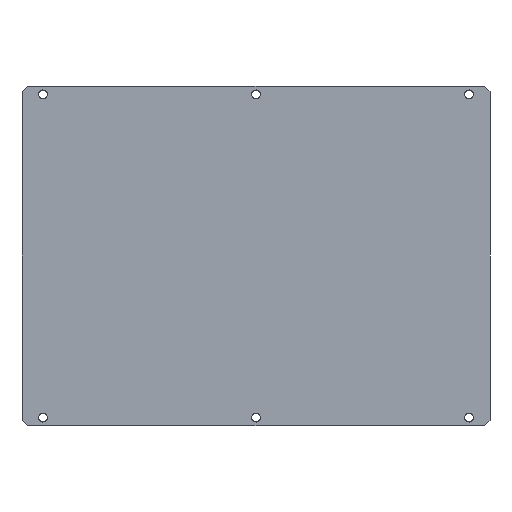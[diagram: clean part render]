
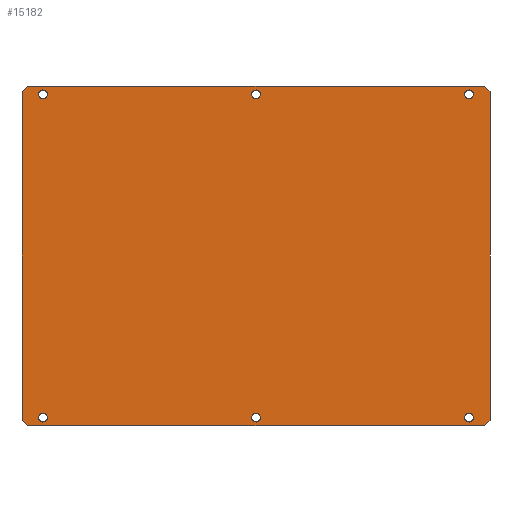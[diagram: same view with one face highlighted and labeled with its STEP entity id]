
A CAD part, front view. The second image highlights one B-rep face of the part: STEP entity #15182.
In plain terms, the highlighted planar face has unit normal (0, -1, 0).
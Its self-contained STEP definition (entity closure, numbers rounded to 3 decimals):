
#15182=ADVANCED_FACE('',(#27465,#27467,#27469,#27471,#27473,#27475,#27477),#27479,
.F.);
#27465=FACE_BOUND('',#27466,.T.);
#27466=EDGE_LOOP('',(#37481,#37482,#37483,#37484,#37485,#37486,#37487,#37488));
#27467=FACE_BOUND('',#27468,.T.);
#27468=EDGE_LOOP('',(#37489));
#27469=FACE_BOUND('',#27470,.T.);
#27470=EDGE_LOOP('',(#37490));
#27471=FACE_BOUND('',#27472,.T.);
#27472=EDGE_LOOP('',(#37491));
#27473=FACE_BOUND('',#27474,.T.);
#27474=EDGE_LOOP('',(#37492));
#27475=FACE_BOUND('',#27476,.T.);
#27476=EDGE_LOOP('',(#37493));
#27477=FACE_BOUND('',#27478,.T.);
#27478=EDGE_LOOP('',(#37494));
#27479=PLANE('',#27480);
#27480=AXIS2_PLACEMENT_3D('',#27481,#27482,#27483);
#27481=CARTESIAN_POINT('',(0.,0.,0.));
#27482=DIRECTION('',(-0.,1.,0.));
#27483=DIRECTION('',(1.,0.,0.));
#37481=ORIENTED_EDGE('',*,*,#42445,.F.);
#37482=ORIENTED_EDGE('',*,*,#42446,.F.);
#37483=ORIENTED_EDGE('',*,*,#42447,.F.);
#37484=ORIENTED_EDGE('',*,*,#42402,.F.);
#37485=ORIENTED_EDGE('',*,*,#42444,.F.);
#37486=ORIENTED_EDGE('',*,*,#42448,.F.);
#37487=ORIENTED_EDGE('',*,*,#42449,.F.);
#37488=ORIENTED_EDGE('',*,*,#42410,.F.);
#37489=ORIENTED_EDGE('',*,*,#42450,.T.);
#37490=ORIENTED_EDGE('',*,*,#42451,.T.);
#37491=ORIENTED_EDGE('',*,*,#42452,.T.);
#37492=ORIENTED_EDGE('',*,*,#42453,.T.);
#37493=ORIENTED_EDGE('',*,*,#42454,.T.);
#37494=ORIENTED_EDGE('',*,*,#42455,.T.);
#42402=EDGE_CURVE('',#50544,#50547,#50548,.T.);
#42410=EDGE_CURVE('',#50558,#50561,#50562,.T.);
#42444=EDGE_CURVE('',#50624,#50544,#50626,.F.);
#42445=EDGE_CURVE('',#50627,#50558,#50628,.F.);
#42446=EDGE_CURVE('',#50629,#50627,#50630,.T.);
#42447=EDGE_CURVE('',#50547,#50629,#50631,.F.);
#42448=EDGE_CURVE('',#50632,#50624,#50633,.T.);
#42449=EDGE_CURVE('',#50561,#50632,#50634,.F.);
#42450=EDGE_CURVE('',#50635,#50635,#50636,.T.);
#42451=EDGE_CURVE('',#50637,#50637,#50638,.T.);
#42452=EDGE_CURVE('',#50639,#50639,#50640,.T.);
#42453=EDGE_CURVE('',#50641,#50641,#50642,.T.);
#42454=EDGE_CURVE('',#50643,#50643,#50644,.T.);
#42455=EDGE_CURVE('',#50645,#50645,#50646,.T.);
#50544=VERTEX_POINT('',#70201);
#50547=VERTEX_POINT('',#70206);
#50548=LINE('',#70207,#70208);
#50558=VERTEX_POINT('',#70231);
#50561=VERTEX_POINT('',#70236);
#50562=LINE('',#70237,#70238);
#50624=VERTEX_POINT('',#70391);
#50626=LINE('',#70395,#70396);
#50627=VERTEX_POINT('',#70398);
#50628=LINE('',#70399,#70400);
#50629=VERTEX_POINT('',#70402);
#50630=LINE('',#70403,#70404);
#50631=LINE('',#70406,#70407);
#50632=VERTEX_POINT('',#70409);
#50633=LINE('',#70410,#70411);
#50634=LINE('',#70413,#70414);
#50635=VERTEX_POINT('',#70416);
#50636=CIRCLE('',#70417,1.6);
#50637=VERTEX_POINT('',#70421);
#50638=CIRCLE('',#70422,1.6);
#50639=VERTEX_POINT('',#70426);
#50640=CIRCLE('',#70427,1.6);
#50641=VERTEX_POINT('',#70431);
#50642=CIRCLE('',#70432,1.6);
#50643=VERTEX_POINT('',#70436);
#50644=CIRCLE('',#70437,1.6);
#50645=VERTEX_POINT('',#70441);
#50646=CIRCLE('',#70442,1.6);
#70201=CARTESIAN_POINT('',(168.,0.,-2.));
#70206=CARTESIAN_POINT('',(168.,0.,-120.));
#70207=CARTESIAN_POINT('',(168.,0.,-2.));
#70208=VECTOR('',#70209,1.);
#70209=DIRECTION('',(0.,0.,-1.));
#70231=CARTESIAN_POINT('',(0.,0.,-120.));
#70236=CARTESIAN_POINT('',(0.,0.,-2.));
#70237=CARTESIAN_POINT('',(0.,0.,-120.));
#70238=VECTOR('',#70239,1.);
#70239=DIRECTION('',(0.,0.,1.));
#70391=CARTESIAN_POINT('',(166.,0.,0.));
#70395=CARTESIAN_POINT('',(168.,0.,-2.));
#70396=VECTOR('',#70397,1.);
#70397=DIRECTION('',(-0.707,0.,0.707));
#70398=CARTESIAN_POINT('',(2.,0.,-122.));
#70399=CARTESIAN_POINT('',(0.,0.,-120.));
#70400=VECTOR('',#70401,1.);
#70401=DIRECTION('',(0.707,0.,-0.707));
#70402=CARTESIAN_POINT('',(166.,0.,-122.));
#70403=CARTESIAN_POINT('',(166.,0.,-122.));
#70404=VECTOR('',#70405,1.);
#70405=DIRECTION('',(-1.,0.,0.));
#70406=CARTESIAN_POINT('',(166.,0.,-122.));
#70407=VECTOR('',#70408,1.);
#70408=DIRECTION('',(0.707,0.,0.707));
#70409=CARTESIAN_POINT('',(2.,0.,0.));
#70410=CARTESIAN_POINT('',(2.,0.,0.));
#70411=VECTOR('',#70412,1.);
#70412=DIRECTION('',(1.,0.,0.));
#70413=CARTESIAN_POINT('',(2.,0.,0.));
#70414=VECTOR('',#70415,1.);
#70415=DIRECTION('',(-0.707,0.,-0.707));
#70416=CARTESIAN_POINT('',(9.1,0.,-3.));
#70417=AXIS2_PLACEMENT_3D('',#70418,#70419,#70420);
#70418=CARTESIAN_POINT('',(7.5,0.,-3.));
#70419=DIRECTION('',(-0.,1.,0.));
#70420=DIRECTION('',(1.,0.,0.));
#70421=CARTESIAN_POINT('',(162.1,0.,-3.));
#70422=AXIS2_PLACEMENT_3D('',#70423,#70424,#70425);
#70423=CARTESIAN_POINT('',(160.5,0.,-3.));
#70424=DIRECTION('',(-0.,1.,0.));
#70425=DIRECTION('',(1.,0.,0.));
#70426=CARTESIAN_POINT('',(85.6,0.,-3.));
#70427=AXIS2_PLACEMENT_3D('',#70428,#70429,#70430);
#70428=CARTESIAN_POINT('',(84.,0.,-3.));
#70429=DIRECTION('',(-0.,1.,0.));
#70430=DIRECTION('',(1.,0.,0.));
#70431=CARTESIAN_POINT('',(9.1,0.,-119.));
#70432=AXIS2_PLACEMENT_3D('',#70433,#70434,#70435);
#70433=CARTESIAN_POINT('',(7.5,0.,-119.));
#70434=DIRECTION('',(-0.,1.,0.));
#70435=DIRECTION('',(1.,0.,0.));
#70436=CARTESIAN_POINT('',(162.1,0.,-119.));
#70437=AXIS2_PLACEMENT_3D('',#70438,#70439,#70440);
#70438=CARTESIAN_POINT('',(160.5,0.,-119.));
#70439=DIRECTION('',(-0.,1.,0.));
#70440=DIRECTION('',(1.,0.,0.));
#70441=CARTESIAN_POINT('',(85.6,0.,-119.));
#70442=AXIS2_PLACEMENT_3D('',#70443,#70444,#70445);
#70443=CARTESIAN_POINT('',(84.,0.,-119.));
#70444=DIRECTION('',(-0.,1.,0.));
#70445=DIRECTION('',(1.,0.,0.));
